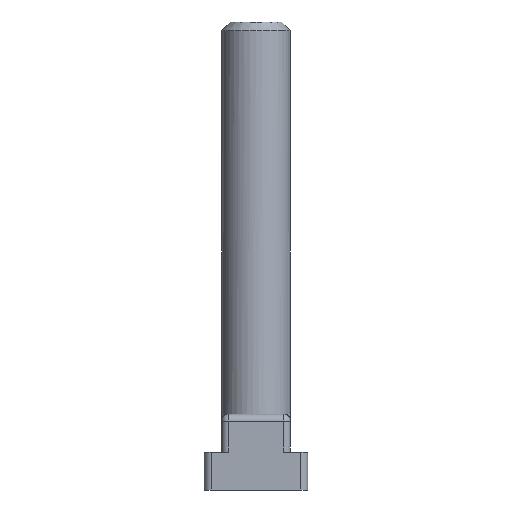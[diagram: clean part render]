
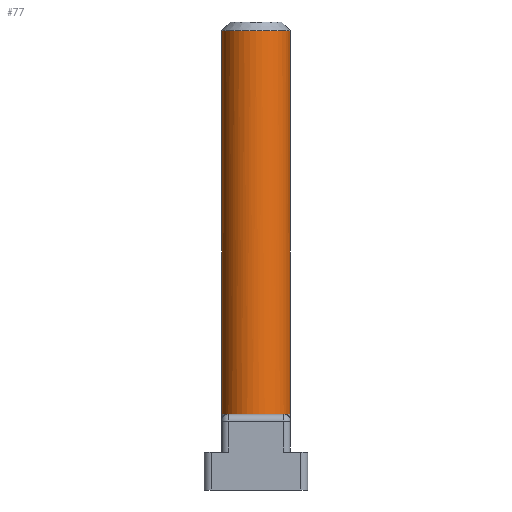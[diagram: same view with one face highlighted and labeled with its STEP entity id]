
A CAD part, front view. The second image highlights one B-rep face of the part: STEP entity #77.
In plain terms, the highlighted cylindrical face has radius 10 mm (diameter 20 mm), a full revolution.
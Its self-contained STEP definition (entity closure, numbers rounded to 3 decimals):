
#77 = ADVANCED_FACE( '', ( #116, #117 ), #118, .T. );
#116 = FACE_OUTER_BOUND( '', #190, .T. );
#117 = FACE_OUTER_BOUND( '', #191, .T. );
#118 = CYLINDRICAL_SURFACE( '', #192, 10. );
#190 = EDGE_LOOP( '', ( #853 ) );
#191 = EDGE_LOOP( '', ( #854, #855, #856, #857, #858, #859 ) );
#192 = AXIS2_PLACEMENT_3D( '', #860, #861, #862 );
#853 = ORIENTED_EDGE( '', *, *, #1103, .T. );
#854 = ORIENTED_EDGE( '', *, *, #1104, .F. );
#855 = ORIENTED_EDGE( '', *, *, #1105, .F. );
#856 = ORIENTED_EDGE( '', *, *, #1106, .F. );
#857 = ORIENTED_EDGE( '', *, *, #1107, .F. );
#858 = ORIENTED_EDGE( '', *, *, #1108, .F. );
#859 = ORIENTED_EDGE( '', *, *, #1092, .F. );
#860 = CARTESIAN_POINT( '', ( 0., 0., 136. ) );
#861 = DIRECTION( '', ( 0., 0., 1. ) );
#862 = DIRECTION( '', ( -1., 0., 0. ) );
#1092 = EDGE_CURVE( '', #1172, #1173, #1174, .F. );
#1103 = EDGE_CURVE( '', #1194, #1194, #1195, .F. );
#1104 = EDGE_CURVE( '', #1196, #1172, #1197, .F. );
#1105 = EDGE_CURVE( '', #1198, #1196, #1199, .F. );
#1106 = EDGE_CURVE( '', #1200, #1198, #1201, .F. );
#1107 = EDGE_CURVE( '', #1185, #1200, #1202, .F. );
#1108 = EDGE_CURVE( '', #1173, #1185, #1203, .F. );
#1172 = VERTEX_POINT( '', #1300 );
#1173 = VERTEX_POINT( '', #1301 );
#1174 = CIRCLE( '', #1302, 10. );
#1185 = VERTEX_POINT( '', #1318 );
#1194 = VERTEX_POINT( '', #1404 );
#1195 = CIRCLE( '', #1405, 10. );
#1196 = VERTEX_POINT( '', #1406 );
#1197 = CIRCLE( '', #1407, 10. );
#1198 = VERTEX_POINT( '', #1408 );
#1199 = CIRCLE( '', #1409, 10. );
#1200 = VERTEX_POINT( '', #1410 );
#1201 = CIRCLE( '', #1411, 10. );
#1202 = CIRCLE( '', #1412, 10. );
#1203 = CIRCLE( '', #1413, 10. );
#1300 = CARTESIAN_POINT( '', ( 8., -6., 22. ) );
#1301 = CARTESIAN_POINT( '', ( -8., -6., 22. ) );
#1302 = AXIS2_PLACEMENT_3D( '', #1616, #1617, #1618 );
#1318 = CARTESIAN_POINT( '', ( -10., 0., 22. ) );
#1404 = CARTESIAN_POINT( '', ( 10., 0., 133.5 ) );
#1405 = AXIS2_PLACEMENT_3D( '', #1627, #1628, #1629 );
#1406 = CARTESIAN_POINT( '', ( 10., 0., 22. ) );
#1407 = AXIS2_PLACEMENT_3D( '', #1630, #1631, #1632 );
#1408 = CARTESIAN_POINT( '', ( 8., 6., 22. ) );
#1409 = AXIS2_PLACEMENT_3D( '', #1633, #1634, #1635 );
#1410 = CARTESIAN_POINT( '', ( -8., 6., 22. ) );
#1411 = AXIS2_PLACEMENT_3D( '', #1636, #1637, #1638 );
#1412 = AXIS2_PLACEMENT_3D( '', #1639, #1640, #1641 );
#1413 = AXIS2_PLACEMENT_3D( '', #1642, #1643, #1644 );
#1616 = CARTESIAN_POINT( '', ( 0., 0., 22. ) );
#1617 = DIRECTION( '', ( 0., 0., 1. ) );
#1618 = DIRECTION( '', ( 1., 0., 0. ) );
#1627 = CARTESIAN_POINT( '', ( 0., 0., 133.5 ) );
#1628 = DIRECTION( '', ( 0., 0., 1. ) );
#1629 = DIRECTION( '', ( 1., 0., 0. ) );
#1630 = CARTESIAN_POINT( '', ( 0., 0., 22. ) );
#1631 = DIRECTION( '', ( 0., 0., 1. ) );
#1632 = DIRECTION( '', ( 1., 0., 0. ) );
#1633 = CARTESIAN_POINT( '', ( 0., 0., 22. ) );
#1634 = DIRECTION( '', ( 0., 0., 1. ) );
#1635 = DIRECTION( '', ( 1., 0., 0. ) );
#1636 = CARTESIAN_POINT( '', ( 0., 0., 22. ) );
#1637 = DIRECTION( '', ( 0., 0., 1. ) );
#1638 = DIRECTION( '', ( 1., 0., 0. ) );
#1639 = CARTESIAN_POINT( '', ( 0., 0., 22. ) );
#1640 = DIRECTION( '', ( 0., 0., 1. ) );
#1641 = DIRECTION( '', ( 1., 0., 0. ) );
#1642 = CARTESIAN_POINT( '', ( 0., 0., 22. ) );
#1643 = DIRECTION( '', ( 0., 0., 1. ) );
#1644 = DIRECTION( '', ( 1., 0., 0. ) );
